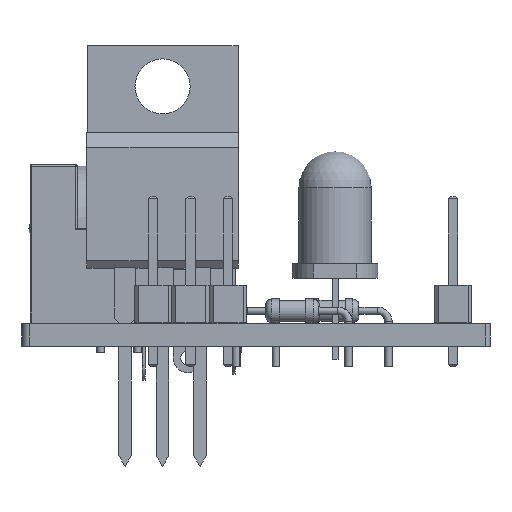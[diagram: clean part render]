
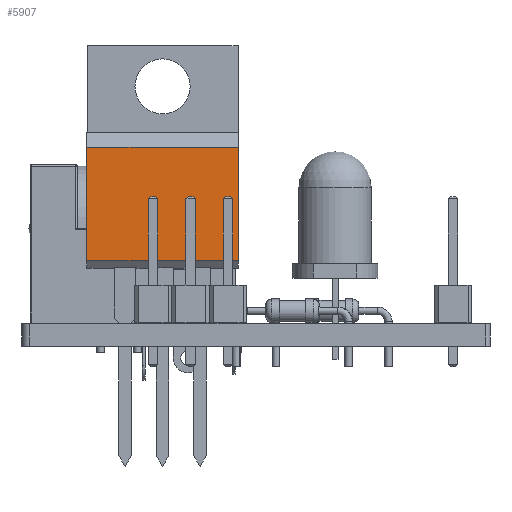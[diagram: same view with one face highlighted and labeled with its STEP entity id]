
A CAD part, front view. The second image highlights one B-rep face of the part: STEP entity #5907.
In plain terms, the highlighted planar face has unit normal (0, -1, 0).
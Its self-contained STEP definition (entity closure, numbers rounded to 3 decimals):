
#5731 = VERTEX_POINT('',#5732);
#5732 = CARTESIAN_POINT('',(-2.585,-1.295,4.185));
#5738 = EDGE_CURVE('',#5731,#5739,#5741,.T.);
#5739 = VERTEX_POINT('',#5740);
#5740 = CARTESIAN_POINT('',(-2.585,-1.295,11.875));
#5741 = LINE('',#5742,#5743);
#5742 = CARTESIAN_POINT('',(-2.585,-1.295,4.185));
#5743 = VECTOR('',#5744,1.);
#5744 = DIRECTION('',(0.,0.,1.));
#5890 = VERTEX_POINT('',#5891);
#5891 = CARTESIAN_POINT('',(7.665,-1.295,4.185));
#5897 = EDGE_CURVE('',#5731,#5890,#5898,.T.);
#5898 = LINE('',#5899,#5900);
#5899 = CARTESIAN_POINT('',(-2.585,-1.295,4.185));
#5900 = VECTOR('',#5901,1.);
#5901 = DIRECTION('',(1.,0.,0.));
#5907 = ADVANCED_FACE('',(#5908),#5926,.T.);
#5908 = FACE_BOUND('',#5909,.T.);
#5909 = EDGE_LOOP('',(#5910,#5911,#5919,#5925));
#5910 = ORIENTED_EDGE('',*,*,#5897,.T.);
#5911 = ORIENTED_EDGE('',*,*,#5912,.T.);
#5912 = EDGE_CURVE('',#5890,#5913,#5915,.T.);
#5913 = VERTEX_POINT('',#5914);
#5914 = CARTESIAN_POINT('',(7.665,-1.295,11.875));
#5915 = LINE('',#5916,#5917);
#5916 = CARTESIAN_POINT('',(7.665,-1.295,4.185));
#5917 = VECTOR('',#5918,1.);
#5918 = DIRECTION('',(0.,0.,1.));
#5919 = ORIENTED_EDGE('',*,*,#5920,.F.);
#5920 = EDGE_CURVE('',#5739,#5913,#5921,.T.);
#5921 = LINE('',#5922,#5923);
#5922 = CARTESIAN_POINT('',(-2.585,-1.295,11.875));
#5923 = VECTOR('',#5924,1.);
#5924 = DIRECTION('',(1.,0.,0.));
#5925 = ORIENTED_EDGE('',*,*,#5738,.F.);
#5926 = PLANE('',#5927);
#5927 = AXIS2_PLACEMENT_3D('',#5928,#5929,#5930);
#5928 = CARTESIAN_POINT('',(-2.585,-1.295,4.185));
#5929 = DIRECTION('',(0.,-1.,0.));
#5930 = DIRECTION('',(0.,0.,1.));
